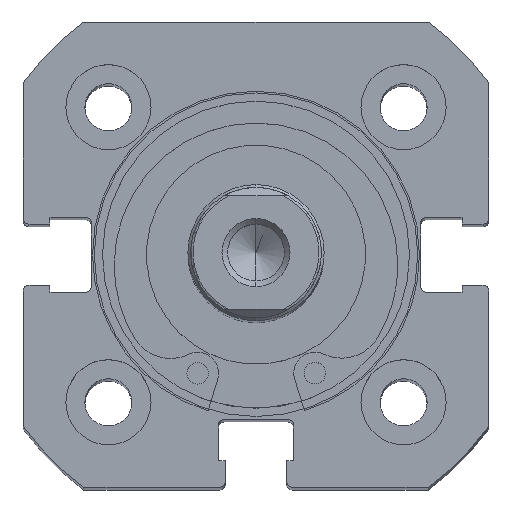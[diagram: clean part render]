
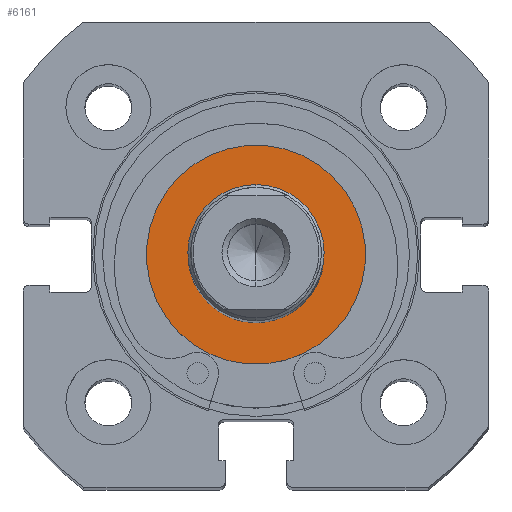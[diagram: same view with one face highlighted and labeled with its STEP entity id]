
A CAD part, top view. The second image highlights one B-rep face of the part: STEP entity #6161.
In plain terms, the highlighted face is planar.
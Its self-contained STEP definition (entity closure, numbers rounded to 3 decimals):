
#217 = VERTEX_POINT ( 'NONE', #354 ) ;
#218 = VERTEX_POINT ( 'NONE', #353 ) ;
#221 = VERTEX_POINT ( 'NONE', #335 ) ;
#222 = VERTEX_POINT ( 'NONE', #334 ) ;
#334 = CARTESIAN_POINT ( 'NONE',  ( 0., 0., -6. ) ) ;
#335 = CARTESIAN_POINT ( 'NONE',  ( 0., 0., 6. ) ) ;
#353 = CARTESIAN_POINT ( 'NONE',  ( 0., 0., -9.65 ) ) ;
#354 = CARTESIAN_POINT ( 'NONE',  ( 0., 0., 9.65 ) ) ;
#699 = DIRECTION ( 'NONE',  ( 0., 0., 1. ) ) ;
#701 = DIRECTION ( 'NONE',  ( -1., 0., 0. ) ) ;
#704 = CARTESIAN_POINT ( 'NONE',  ( 0., 0., 0. ) ) ;
#970 = DIRECTION ( 'NONE',  ( 0., 0., 1. ) ) ;
#971 = DIRECTION ( 'NONE',  ( -1., 0., 0. ) ) ;
#972 = CARTESIAN_POINT ( 'NONE',  ( 0., 0., 0. ) ) ;
#1021 = DIRECTION ( 'NONE',  ( 0., 0., 1. ) ) ;
#1022 = DIRECTION ( 'NONE',  ( -1., 0., 0. ) ) ;
#1026 = CARTESIAN_POINT ( 'NONE',  ( 0., 0., 0. ) ) ;
#1212 = DIRECTION ( 'NONE',  ( 0., 0., 1. ) ) ;
#1213 = DIRECTION ( 'NONE',  ( -1., 0., 0. ) ) ;
#1214 = CARTESIAN_POINT ( 'NONE',  ( 0., 0., 0. ) ) ;
#1557 = AXIS2_PLACEMENT_3D ( 'NONE', #1214, #1213, #1212 ) ;
#1577 = AXIS2_PLACEMENT_3D ( 'NONE', #1026, #1022, #1021 ) ;
#1580 = AXIS2_PLACEMENT_3D ( 'NONE', #972, #971, #970 ) ;
#1621 = AXIS2_PLACEMENT_3D ( 'NONE', #704, #701, #699 ) ;
#1894 = AXIS2_PLACEMENT_3D ( 'NONE', #4162, #4164, #4165 ) ;
#2127 = EDGE_CURVE ( 'NONE', #222, #221, #2317, .T. ) ;
#2176 = EDGE_CURVE ( 'NONE', #221, #222, #2365, .T. ) ;
#2192 = EDGE_CURVE ( 'NONE', #218, #217, #2381, .T. ) ;
#2272 = EDGE_CURVE ( 'NONE', #217, #218, #2497, .T. ) ;
#2317 = CIRCLE ( 'NONE', #1557, 6. ) ;
#2365 = CIRCLE ( 'NONE', #1577, 6. ) ;
#2381 = CIRCLE ( 'NONE', #1580, 9.65 ) ;
#2497 = CIRCLE ( 'NONE', #1621, 9.65 ) ;
#3161 = FACE_BOUND ( 'NONE', #5291, .T. ) ;
#3164 = FACE_OUTER_BOUND ( 'NONE', #5296, .T. ) ;
#4162 = CARTESIAN_POINT ( 'NONE',  ( 0., 9.65, 0. ) ) ;
#4163 = PLANE ( 'NONE',  #1894 ) ;
#4164 = DIRECTION ( 'NONE',  ( 1., 0., 0. ) ) ;
#4165 = DIRECTION ( 'NONE',  ( 0., 0., -1. ) ) ;
#5084 = ORIENTED_EDGE ( 'NONE', *, *, #2272, .T. ) ;
#5096 = ORIENTED_EDGE ( 'NONE', *, *, #2192, .T. ) ;
#5098 = ORIENTED_EDGE ( 'NONE', *, *, #2176, .F. ) ;
#5121 = ORIENTED_EDGE ( 'NONE', *, *, #2127, .F. ) ;
#5291 = EDGE_LOOP ( 'NONE', ( #5098, #5121 ) ) ;
#5296 = EDGE_LOOP ( 'NONE', ( #5084, #5096 ) ) ;
#6161 = ADVANCED_FACE ( 'NONE', ( #3161, #3164 ), #4163, .F. ) ;
